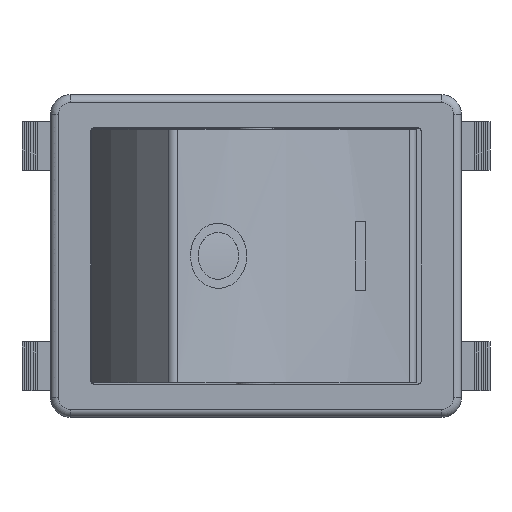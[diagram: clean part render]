
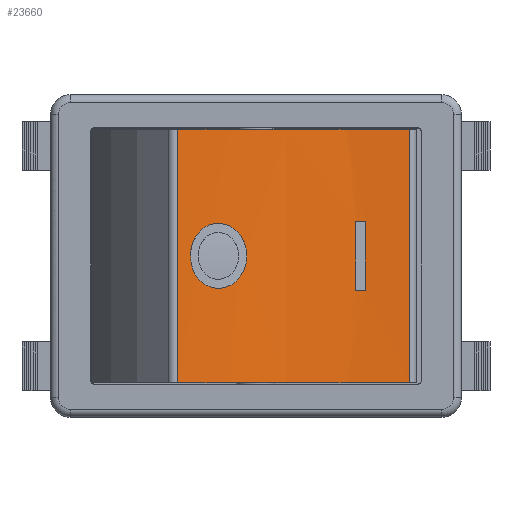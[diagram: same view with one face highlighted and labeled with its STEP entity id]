
A CAD part, top view. The second image highlights one B-rep face of the part: STEP entity #23660.
In plain terms, the highlighted cylindrical face has radius 28.263 mm (diameter 56.525 mm), a partial arc.
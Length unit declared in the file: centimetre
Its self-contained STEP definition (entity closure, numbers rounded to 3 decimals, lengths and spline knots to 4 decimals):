
#423=B_SPLINE_CURVE_WITH_KNOTS('',3,(#31649,#31650,#31651,#31652,#31653,
#31654,#31655,#31656,#31657,#31658,#31659,#31660,#31661,#31662,#31663,#31664,
#31665,#31666),.UNSPECIFIED.,.F.,.F.,(4,2,2,2,2,2,2,2,4),(0.,0.0941,
0.1881,0.2838,0.3795,0.4766,
0.5737,0.6679,0.7621),.UNSPECIFIED.);
#424=B_SPLINE_CURVE_WITH_KNOTS('',3,(#31667,#31668,#31669,#31670,#31671,
#31672,#31673,#31674,#31675,#31676,#31677,#31678,#31679,#31680,#31681,#31682,
#31683,#31684),.UNSPECIFIED.,.F.,.F.,(4,2,2,2,2,2,2,2,4),(0.7621,
0.8563,0.9505,1.0476,1.1448,1.2404,
1.3361,1.4302,1.5242),.UNSPECIFIED.);
#1235=CYLINDRICAL_SURFACE('',#25052,2.8263);
#1330=FACE_BOUND('',#2916,.T.);
#1331=FACE_BOUND('',#2917,.T.);
#1573=FACE_OUTER_BOUND('',#2915,.T.);
#2915=EDGE_LOOP('',(#16123,#16124,#16125,#16126));
#2916=EDGE_LOOP('',(#16127,#16128,#16129,#16130));
#2917=EDGE_LOOP('',(#16131,#16132));
#4256=CIRCLE('',#25032,2.8263);
#4262=CIRCLE('',#25044,2.8263);
#4264=CIRCLE('',#25049,2.8263);
#4266=CIRCLE('',#25053,2.8263);
#4678=LINE('',#31493,#7252);
#4686=LINE('',#31524,#7260);
#4692=LINE('',#31697,#7266);
#4695=LINE('',#31703,#7269);
#7252=VECTOR('',#26599,1.);
#7260=VECTOR('',#26629,1.);
#7266=VECTOR('',#26653,1.);
#7269=VECTOR('',#26658,1.);
#9759=VERTEX_POINT('',#31490);
#9760=VERTEX_POINT('',#31492);
#9764=VERTEX_POINT('',#31504);
#9771=VERTEX_POINT('',#31520);
#9780=VERTEX_POINT('',#31647);
#9781=VERTEX_POINT('',#31648);
#9782=VERTEX_POINT('',#31687);
#9783=VERTEX_POINT('',#31688);
#9786=VERTEX_POINT('',#31696);
#9788=VERTEX_POINT('',#31702);
#12243=EDGE_CURVE('',#9759,#9760,#4678,.T.);
#12249=EDGE_CURVE('',#9764,#9760,#4256,.T.);
#12259=EDGE_CURVE('',#9764,#9771,#4686,.T.);
#12269=EDGE_CURVE('',#9780,#9781,#423,.T.);
#12270=EDGE_CURVE('',#9781,#9780,#424,.T.);
#12272=EDGE_CURVE('',#9782,#9783,#4262,.T.);
#12276=EDGE_CURVE('',#9783,#9786,#4692,.T.);
#12279=EDGE_CURVE('',#9788,#9782,#4695,.T.);
#12282=EDGE_CURVE('',#9786,#9788,#4264,.T.);
#12284=EDGE_CURVE('',#9759,#9771,#4266,.T.);
#16123=ORIENTED_EDGE('',*,*,#12243,.F.);
#16124=ORIENTED_EDGE('',*,*,#12284,.T.);
#16125=ORIENTED_EDGE('',*,*,#12259,.F.);
#16126=ORIENTED_EDGE('',*,*,#12249,.T.);
#16127=ORIENTED_EDGE('',*,*,#12272,.T.);
#16128=ORIENTED_EDGE('',*,*,#12276,.T.);
#16129=ORIENTED_EDGE('',*,*,#12282,.T.);
#16130=ORIENTED_EDGE('',*,*,#12279,.T.);
#16131=ORIENTED_EDGE('',*,*,#12269,.T.);
#16132=ORIENTED_EDGE('',*,*,#12270,.T.);
#23660=ADVANCED_FACE('',(#1573,#1330,#1331),#1235,.F.);
#25032=AXIS2_PLACEMENT_3D('',#31505,#26612,#26613);
#25044=AXIS2_PLACEMENT_3D('',#31689,#26645,#26646);
#25049=AXIS2_PLACEMENT_3D('',#31708,#26663,#26664);
#25052=AXIS2_PLACEMENT_3D('',#31711,#26669,#26670);
#25053=AXIS2_PLACEMENT_3D('',#31712,#26671,#26672);
#26599=DIRECTION('',(0.,1.,0.));
#26612=DIRECTION('center_axis',(0.,1.,0.));
#26613=DIRECTION('ref_axis',(0.65,0.,0.76));
#26629=DIRECTION('',(0.,-1.,0.));
#26645=DIRECTION('center_axis',(0.,-1.,0.));
#26646=DIRECTION('ref_axis',(0.65,0.,0.76));
#26653=DIRECTION('',(0.,-1.,0.));
#26658=DIRECTION('',(0.,1.,0.));
#26663=DIRECTION('center_axis',(0.,1.,0.));
#26664=DIRECTION('ref_axis',(0.65,0.,0.76));
#26669=DIRECTION('center_axis',(0.,-1.,0.));
#26670=DIRECTION('ref_axis',(0.65,0.,0.76));
#26671=DIRECTION('center_axis',(0.,-1.,0.));
#26672=DIRECTION('ref_axis',(0.65,0.,0.76));
#31490=CARTESIAN_POINT('',(-0.6028,-0.975,2.5982));
#31492=CARTESIAN_POINT('',(-0.6028,0.975,2.5982));
#31493=CARTESIAN_POINT('',(-0.6028,0.,2.5982));
#31504=CARTESIAN_POINT('',(1.1825,0.975,1.9484));
#31505=CARTESIAN_POINT('Origin',(1.2002,0.975,4.7746));
#31520=CARTESIAN_POINT('',(1.1825,-0.975,1.9484));
#31524=CARTESIAN_POINT('',(1.1825,0.,1.9484));
#31647=CARTESIAN_POINT('',(-0.07,0.0001,2.2499));
#31648=CARTESIAN_POINT('',(-0.5039,0.0001,2.5199));
#31649=CARTESIAN_POINT('Ctrl Pts',(-0.07,0.0001,
2.2499));
#31650=CARTESIAN_POINT('Ctrl Pts',(-0.07,-0.0313,
2.2499));
#31651=CARTESIAN_POINT('Ctrl Pts',(-0.0757,-0.0647,
2.2527));
#31652=CARTESIAN_POINT('Ctrl Pts',(-0.0985,-0.1261,
2.2644));
#31653=CARTESIAN_POINT('Ctrl Pts',(-0.1156,-0.1542,
2.2733));
#31654=CARTESIAN_POINT('Ctrl Pts',(-0.1551,-0.1988,
2.2944));
#31655=CARTESIAN_POINT('Ctrl Pts',(-0.1802,-0.2181,
2.3082));
#31656=CARTESIAN_POINT('Ctrl Pts',(-0.2346,-0.2437,
2.3395));
#31657=CARTESIAN_POINT('Ctrl Pts',(-0.2639,-0.2499,
2.357));
#31658=CARTESIAN_POINT('Ctrl Pts',(-0.3185,-0.2499,
2.3909));
#31659=CARTESIAN_POINT('Ctrl Pts',(-0.3475,-0.2435,
2.4096));
#31660=CARTESIAN_POINT('Ctrl Pts',(-0.4005,-0.2177,
2.4451));
#31661=CARTESIAN_POINT('Ctrl Pts',(-0.4244,-0.1982,
2.4619));
#31662=CARTESIAN_POINT('Ctrl Pts',(-0.4616,-0.1537,
2.4884));
#31663=CARTESIAN_POINT('Ctrl Pts',(-0.4775,-0.1259,
2.5002));
#31664=CARTESIAN_POINT('Ctrl Pts',(-0.4986,-0.0647,
2.5159));
#31665=CARTESIAN_POINT('Ctrl Pts',(-0.5039,-0.0313,
2.5199));
#31666=CARTESIAN_POINT('Ctrl Pts',(-0.5039,0.0001,
2.5199));
#31667=CARTESIAN_POINT('Ctrl Pts',(-0.5039,0.0001,
2.5199));
#31668=CARTESIAN_POINT('Ctrl Pts',(-0.5039,0.0315,
2.5199));
#31669=CARTESIAN_POINT('Ctrl Pts',(-0.4986,0.0649,
2.5159));
#31670=CARTESIAN_POINT('Ctrl Pts',(-0.4775,0.1261,
2.5002));
#31671=CARTESIAN_POINT('Ctrl Pts',(-0.4616,0.1539,
2.4884));
#31672=CARTESIAN_POINT('Ctrl Pts',(-0.4244,0.1984,
2.4619));
#31673=CARTESIAN_POINT('Ctrl Pts',(-0.4005,0.2179,
2.4451));
#31674=CARTESIAN_POINT('Ctrl Pts',(-0.3475,0.2437,
2.4096));
#31675=CARTESIAN_POINT('Ctrl Pts',(-0.3185,0.2501,
2.3909));
#31676=CARTESIAN_POINT('Ctrl Pts',(-0.2639,0.2501,
2.357));
#31677=CARTESIAN_POINT('Ctrl Pts',(-0.2346,0.2439,
2.3395));
#31678=CARTESIAN_POINT('Ctrl Pts',(-0.1802,0.2183,
2.3082));
#31679=CARTESIAN_POINT('Ctrl Pts',(-0.1551,0.1989,
2.2944));
#31680=CARTESIAN_POINT('Ctrl Pts',(-0.1156,0.1543,
2.2733));
#31681=CARTESIAN_POINT('Ctrl Pts',(-0.0985,0.1263,
2.2644));
#31682=CARTESIAN_POINT('Ctrl Pts',(-0.0757,0.0649,
2.2527));
#31683=CARTESIAN_POINT('Ctrl Pts',(-0.07,0.0314,
2.2499));
#31684=CARTESIAN_POINT('Ctrl Pts',(-0.07,0.0001,
2.2499));
#31687=CARTESIAN_POINT('',(0.7688,0.2651,1.9815));
#31688=CARTESIAN_POINT('',(0.8396,0.2651,1.9715));
#31689=CARTESIAN_POINT('Origin',(1.2002,0.2651,4.7746));
#31696=CARTESIAN_POINT('',(0.8396,-0.2649,1.9715));
#31697=CARTESIAN_POINT('',(0.8396,0.,1.9715));
#31702=CARTESIAN_POINT('',(0.7688,-0.2649,1.9815));
#31703=CARTESIAN_POINT('',(0.7688,0.,1.9815));
#31708=CARTESIAN_POINT('Origin',(1.2002,-0.2649,4.7746));
#31711=CARTESIAN_POINT('Origin',(1.2002,0.,
4.7746));
#31712=CARTESIAN_POINT('Origin',(1.2002,-0.975,4.7746));
